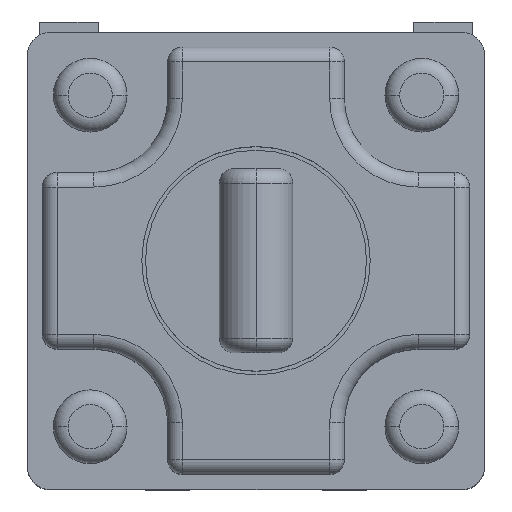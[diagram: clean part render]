
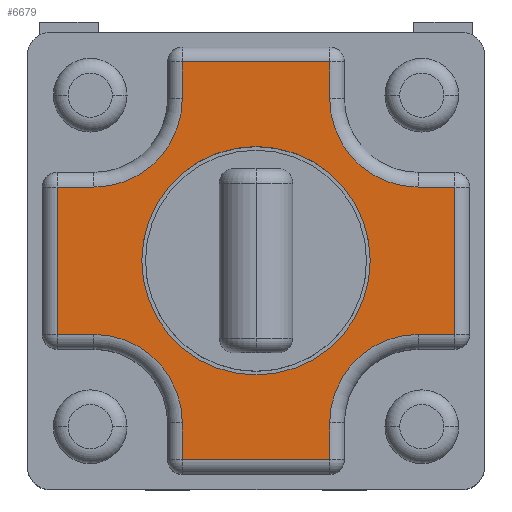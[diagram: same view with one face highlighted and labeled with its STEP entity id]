
A CAD part, top view. The second image highlights one B-rep face of the part: STEP entity #6679.
In plain terms, the highlighted planar face has unit normal (0, 0, 1).
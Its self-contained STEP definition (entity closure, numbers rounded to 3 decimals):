
#344 = DIRECTION ( 'NONE',  ( 1., 0., 0. ) ) ;
#428 = ORIENTED_EDGE ( 'NONE', *, *, #12086, .T. ) ;
#504 = LINE ( 'NONE', #7782, #6114 ) ;
#527 = VERTEX_POINT ( 'NONE', #3573 ) ;
#609 = LINE ( 'NONE', #13029, #6918 ) ;
#665 = VECTOR ( 'NONE', #3054, 1000. ) ;
#683 = FACE_OUTER_BOUND ( 'NONE', #15805, .T. ) ;
#773 = DIRECTION ( 'NONE',  ( 0., 1., 0. ) ) ;
#788 = VERTEX_POINT ( 'NONE', #7127 ) ;
#882 = CARTESIAN_POINT ( 'NONE',  ( -2.2, 1., 6.7 ) ) ;
#942 = DIRECTION ( 'NONE',  ( -1., 0., 0. ) ) ;
#1097 = ORIENTED_EDGE ( 'NONE', *, *, #1996, .T. ) ;
#1297 = DIRECTION ( 'NONE',  ( -1., 0., 0. ) ) ;
#1334 = DIRECTION ( 'NONE',  ( 0., -1., 0. ) ) ;
#1438 = ORIENTED_EDGE ( 'NONE', *, *, #4862, .T. ) ;
#1568 = ORIENTED_EDGE ( 'NONE', *, *, #3699, .T. ) ;
#1588 = DIRECTION ( 'NONE',  ( -1., 0., 0. ) ) ;
#1590 = ORIENTED_EDGE ( 'NONE', *, *, #1675, .T. ) ;
#1675 = EDGE_CURVE ( 'NONE', #1709, #5119, #15585, .T. ) ;
#1709 = VERTEX_POINT ( 'NONE', #6997 ) ;
#1849 = CIRCLE ( 'NONE', #7267, 1.2 ) ;
#1960 = DIRECTION ( 'NONE',  ( -1., 0., 0. ) ) ;
#1996 = EDGE_CURVE ( 'NONE', #13162, #7692, #504, .T. ) ;
#2141 = DIRECTION ( 'NONE',  ( -1., 0., 0. ) ) ;
#2183 = ORIENTED_EDGE ( 'NONE', *, *, #11090, .T. ) ;
#2206 = CARTESIAN_POINT ( 'NONE',  ( 0., 0., 6.7 ) ) ;
#2233 = ORIENTED_EDGE ( 'NONE', *, *, #4984, .T. ) ;
#2235 = CARTESIAN_POINT ( 'NONE',  ( 0., 2.7, 6.7 ) ) ;
#2316 = LINE ( 'NONE', #2235, #3120 ) ;
#2355 = DIRECTION ( 'NONE',  ( 0., 1., 0. ) ) ;
#2440 = DIRECTION ( 'NONE',  ( 0., 0., 1. ) ) ;
#2587 = CIRCLE ( 'NONE', #11612, 1.55 ) ;
#2617 = CARTESIAN_POINT ( 'NONE',  ( 1.55, 0., 6.7 ) ) ;
#2705 = CARTESIAN_POINT ( 'NONE',  ( 0., 1., 6.7 ) ) ;
#2829 = LINE ( 'NONE', #3779, #4363 ) ;
#2878 = AXIS2_PLACEMENT_3D ( 'NONE', #15130, #11326, #1297 ) ;
#2880 = AXIS2_PLACEMENT_3D ( 'NONE', #3728, #2440, #4934 ) ;
#3020 = VECTOR ( 'NONE', #10266, 1000. ) ;
#3054 = DIRECTION ( 'NONE',  ( 1., 0., 0. ) ) ;
#3120 = VECTOR ( 'NONE', #942, 1000. ) ;
#3147 = VERTEX_POINT ( 'NONE', #15314 ) ;
#3213 = ORIENTED_EDGE ( 'NONE', *, *, #11622, .T. ) ;
#3531 = AXIS2_PLACEMENT_3D ( 'NONE', #9409, #11742, #2141 ) ;
#3573 = CARTESIAN_POINT ( 'NONE',  ( 1., -2.2, 6.7 ) ) ;
#3699 = EDGE_CURVE ( 'NONE', #8442, #527, #2829, .T. ) ;
#3728 = CARTESIAN_POINT ( 'NONE',  ( 0., 0., 6.7 ) ) ;
#3750 = LINE ( 'NONE', #12409, #15174 ) ;
#3779 = CARTESIAN_POINT ( 'NONE',  ( 1., 0., 6.7 ) ) ;
#4100 = VECTOR ( 'NONE', #773, 1000. ) ;
#4363 = VECTOR ( 'NONE', #8716, 1000. ) ;
#4399 = DIRECTION ( 'NONE',  ( 0., 0., -1. ) ) ;
#4402 = DIRECTION ( 'NONE',  ( 0., 0., -1. ) ) ;
#4417 = AXIS2_PLACEMENT_3D ( 'NONE', #7798, #4399, #1588 ) ;
#4459 = DIRECTION ( 'NONE',  ( 0., -1., 0. ) ) ;
#4536 = DIRECTION ( 'NONE',  ( 0., 0., 1. ) ) ;
#4862 = EDGE_CURVE ( 'NONE', #5119, #9035, #12400, .T. ) ;
#4934 = DIRECTION ( 'NONE',  ( 1., 0., 0. ) ) ;
#4984 = EDGE_CURVE ( 'NONE', #527, #788, #11380, .T. ) ;
#4987 = ORIENTED_EDGE ( 'NONE', *, *, #10880, .T. ) ;
#5119 = VERTEX_POINT ( 'NONE', #9401 ) ;
#5188 = CARTESIAN_POINT ( 'NONE',  ( 0., -1., 6.7 ) ) ;
#5201 = EDGE_CURVE ( 'NONE', #11247, #15841, #9327, .T. ) ;
#5295 = FACE_BOUND ( 'NONE', #11540, .T. ) ;
#5452 = EDGE_CURVE ( 'NONE', #3147, #9965, #11883, .T. ) ;
#5471 = ORIENTED_EDGE ( 'NONE', *, *, #5452, .T. ) ;
#5946 = VECTOR ( 'NONE', #4459, 1000. ) ;
#5974 = CARTESIAN_POINT ( 'NONE',  ( 1., 0., 6.7 ) ) ;
#6114 = VECTOR ( 'NONE', #11639, 1000. ) ;
#6236 = VERTEX_POINT ( 'NONE', #11947 ) ;
#6411 = VECTOR ( 'NONE', #2355, 1000. ) ;
#6504 = CIRCLE ( 'NONE', #2878, 1.2 ) ;
#6511 = CARTESIAN_POINT ( 'NONE',  ( -1., -2.7, 6.7 ) ) ;
#6621 = LINE ( 'NONE', #11548, #665 ) ;
#6679 = ADVANCED_FACE ( 'NONE', ( #5295, #683 ), #15159, .F. ) ;
#6753 = CARTESIAN_POINT ( 'NONE',  ( 2.7, 0., 6.7 ) ) ;
#6801 = CARTESIAN_POINT ( 'NONE',  ( -2.2, 2.2, 6.7 ) ) ;
#6918 = VECTOR ( 'NONE', #15406, 1000. ) ;
#6997 = CARTESIAN_POINT ( 'NONE',  ( 2.7, -1., 6.7 ) ) ;
#7127 = CARTESIAN_POINT ( 'NONE',  ( 2.2, -1., 6.7 ) ) ;
#7267 = AXIS2_PLACEMENT_3D ( 'NONE', #6801, #8946, #1960 ) ;
#7412 = CARTESIAN_POINT ( 'NONE',  ( -1., 0., 6.7 ) ) ;
#7661 = VERTEX_POINT ( 'NONE', #15569 ) ;
#7692 = VERTEX_POINT ( 'NONE', #11825 ) ;
#7782 = CARTESIAN_POINT ( 'NONE',  ( 0., 1., 6.7 ) ) ;
#7798 = CARTESIAN_POINT ( 'NONE',  ( 2.2, -2.2, 6.7 ) ) ;
#7918 = LINE ( 'NONE', #5188, #12902 ) ;
#7934 = CIRCLE ( 'NONE', #3531, 1.2 ) ;
#7986 = CARTESIAN_POINT ( 'NONE',  ( 1., -2.7, 6.7 ) ) ;
#8350 = DIRECTION ( 'NONE',  ( -1., 0., 0. ) ) ;
#8442 = VERTEX_POINT ( 'NONE', #7986 ) ;
#8578 = ORIENTED_EDGE ( 'NONE', *, *, #14966, .T. ) ;
#8634 = CARTESIAN_POINT ( 'NONE',  ( -1., 2.2, 6.7 ) ) ;
#8716 = DIRECTION ( 'NONE',  ( 0., 1., 0. ) ) ;
#8730 = ORIENTED_EDGE ( 'NONE', *, *, #5201, .F. ) ;
#8819 = CARTESIAN_POINT ( 'NONE',  ( 0., -1., 6.7 ) ) ;
#8946 = DIRECTION ( 'NONE',  ( 0., 0., -1. ) ) ;
#9035 = VERTEX_POINT ( 'NONE', #9460 ) ;
#9288 = ORIENTED_EDGE ( 'NONE', *, *, #14674, .T. ) ;
#9327 = CIRCLE ( 'NONE', #2880, 1.55 ) ;
#9338 = EDGE_CURVE ( 'NONE', #9965, #8442, #6621, .T. ) ;
#9401 = CARTESIAN_POINT ( 'NONE',  ( 2.7, 1., 6.7 ) ) ;
#9409 = CARTESIAN_POINT ( 'NONE',  ( -2.2, -2.2, 6.7 ) ) ;
#9460 = CARTESIAN_POINT ( 'NONE',  ( 2.2, 1., 6.7 ) ) ;
#9500 = VERTEX_POINT ( 'NONE', #12026 ) ;
#9965 = VERTEX_POINT ( 'NONE', #6511 ) ;
#10033 = CARTESIAN_POINT ( 'NONE',  ( 1., 2.7, 6.7 ) ) ;
#10140 = ORIENTED_EDGE ( 'NONE', *, *, #13963, .F. ) ;
#10266 = DIRECTION ( 'NONE',  ( 1., 0., 0. ) ) ;
#10880 = EDGE_CURVE ( 'NONE', #7661, #13256, #3750, .T. ) ;
#11090 = EDGE_CURVE ( 'NONE', #6236, #3147, #7934, .T. ) ;
#11247 = VERTEX_POINT ( 'NONE', #13743 ) ;
#11326 = DIRECTION ( 'NONE',  ( 0., 0., -1. ) ) ;
#11380 = CIRCLE ( 'NONE', #4417, 1.2 ) ;
#11540 = EDGE_LOOP ( 'NONE', ( #10140, #8730 ) ) ;
#11548 = CARTESIAN_POINT ( 'NONE',  ( 0., -2.7, 6.7 ) ) ;
#11612 = AXIS2_PLACEMENT_3D ( 'NONE', #15614, #4536, #15699 ) ;
#11622 = EDGE_CURVE ( 'NONE', #7692, #9500, #609, .T. ) ;
#11639 = DIRECTION ( 'NONE',  ( -1., 0., 0. ) ) ;
#11742 = DIRECTION ( 'NONE',  ( 0., 0., -1. ) ) ;
#11825 = CARTESIAN_POINT ( 'NONE',  ( -2.7, 1., 6.7 ) ) ;
#11883 = LINE ( 'NONE', #7412, #5946 ) ;
#11947 = CARTESIAN_POINT ( 'NONE',  ( -2.2, -1., 6.7 ) ) ;
#12026 = CARTESIAN_POINT ( 'NONE',  ( -2.7, -1., 6.7 ) ) ;
#12086 = EDGE_CURVE ( 'NONE', #788, #1709, #12699, .T. ) ;
#12210 = VERTEX_POINT ( 'NONE', #10033 ) ;
#12214 = LINE ( 'NONE', #5974, #6411 ) ;
#12391 = CARTESIAN_POINT ( 'NONE',  ( 1., 2.2, 6.7 ) ) ;
#12400 = LINE ( 'NONE', #2705, #13683 ) ;
#12409 = CARTESIAN_POINT ( 'NONE',  ( -1., 0., 6.7 ) ) ;
#12459 = ORIENTED_EDGE ( 'NONE', *, *, #14436, .T. ) ;
#12699 = LINE ( 'NONE', #8819, #3020 ) ;
#12742 = AXIS2_PLACEMENT_3D ( 'NONE', #2206, #4402, #8350 ) ;
#12902 = VECTOR ( 'NONE', #344, 1000. ) ;
#12963 = EDGE_CURVE ( 'NONE', #15768, #12210, #12214, .T. ) ;
#13029 = CARTESIAN_POINT ( 'NONE',  ( -2.7, 0., 6.7 ) ) ;
#13162 = VERTEX_POINT ( 'NONE', #882 ) ;
#13256 = VERTEX_POINT ( 'NONE', #8634 ) ;
#13330 = ORIENTED_EDGE ( 'NONE', *, *, #12963, .T. ) ;
#13352 = ORIENTED_EDGE ( 'NONE', *, *, #9338, .T. ) ;
#13678 = DIRECTION ( 'NONE',  ( -1., 0., 0. ) ) ;
#13683 = VECTOR ( 'NONE', #13678, 1000. ) ;
#13743 = CARTESIAN_POINT ( 'NONE',  ( -1.55, 0., 6.7 ) ) ;
#13877 = EDGE_CURVE ( 'NONE', #9500, #6236, #7918, .T. ) ;
#13963 = EDGE_CURVE ( 'NONE', #15841, #11247, #2587, .T. ) ;
#14436 = EDGE_CURVE ( 'NONE', #12210, #7661, #2316, .T. ) ;
#14484 = ORIENTED_EDGE ( 'NONE', *, *, #13877, .T. ) ;
#14674 = EDGE_CURVE ( 'NONE', #13256, #13162, #1849, .T. ) ;
#14966 = EDGE_CURVE ( 'NONE', #9035, #15768, #6504, .T. ) ;
#15130 = CARTESIAN_POINT ( 'NONE',  ( 2.2, 2.2, 6.7 ) ) ;
#15159 = PLANE ( 'NONE',  #12742 ) ;
#15174 = VECTOR ( 'NONE', #1334, 1000. ) ;
#15314 = CARTESIAN_POINT ( 'NONE',  ( -1., -2.2, 6.7 ) ) ;
#15406 = DIRECTION ( 'NONE',  ( 0., -1., 0. ) ) ;
#15569 = CARTESIAN_POINT ( 'NONE',  ( -1., 2.7, 6.7 ) ) ;
#15585 = LINE ( 'NONE', #6753, #4100 ) ;
#15614 = CARTESIAN_POINT ( 'NONE',  ( 0., 0., 6.7 ) ) ;
#15699 = DIRECTION ( 'NONE',  ( 1., 0., 0. ) ) ;
#15768 = VERTEX_POINT ( 'NONE', #12391 ) ;
#15805 = EDGE_LOOP ( 'NONE', ( #8578, #13330, #12459, #4987, #9288, #1097, #3213, #14484, #2183, #5471, #13352, #1568, #2233, #428, #1590, #1438 ) ) ;
#15841 = VERTEX_POINT ( 'NONE', #2617 ) ;
